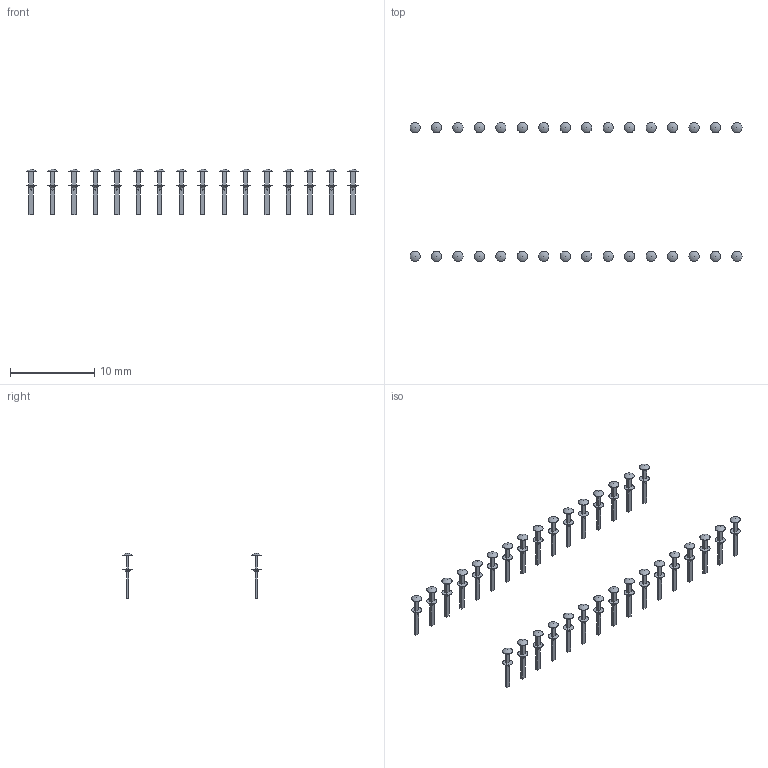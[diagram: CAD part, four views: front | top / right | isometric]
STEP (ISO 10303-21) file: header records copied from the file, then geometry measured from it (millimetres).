
FILE_DESCRIPTION(('FreeCAD Model'),'2;1');
FILE_NAME('Open CASCADE Shape Model','2021-10-17T05:50:32',('Author'),( ''),'Open CASCADE STEP processor 7.5','FreeCAD','Unknown');
FILE_SCHEMA(('AUTOMOTIVE_DESIGN { 1 0 10303 214 1 1 1 1 }'));
Length unit declared in the file: millimetre
Products named in the file (1): Matrix_Union032
Bounding box: 39.3 x 16.44 x 5.36 mm (x, y, z)
Volume: 29.3 mm3; surface area: 386.3 mm2
Topology: 32 solids, 32 shells, 480 faces, 1152 edges, 768 vertices
Faces by surface type: plane 352, cylinder 64, torus 32, sphere 32
Full cylindrical faces by diameter (mm): 1.2 x64
Entity records: 18867 total; most frequent: CARTESIAN_POINT 7777, ORIENTED_EDGE 2240, DIRECTION 2050, EDGE_CURVE 1120, VERTEX_POINT 768, LINE 704, VECTOR 704, AXIS2_PLACEMENT_3D 673
